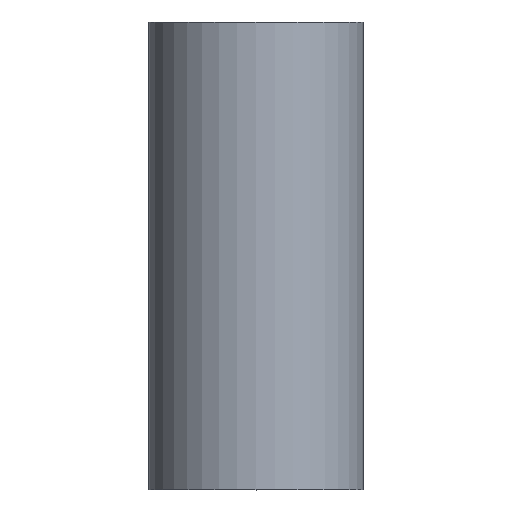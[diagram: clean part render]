
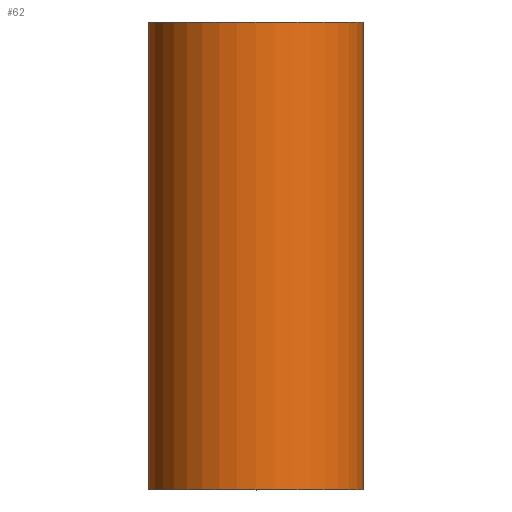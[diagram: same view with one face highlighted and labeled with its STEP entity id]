
A CAD part, top view. The second image highlights one B-rep face of the part: STEP entity #62.
In plain terms, the highlighted cylindrical face has radius 3.1 mm (diameter 6.2 mm), a full revolution.
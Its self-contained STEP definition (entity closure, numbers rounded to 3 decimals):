
#22=CYLINDRICAL_SURFACE('',#81,3.1);
#24=ORIENTED_EDGE('',*,*,#32,.F.);
#25=ORIENTED_EDGE('',*,*,#31,.T.);
#31=EDGE_CURVE('',#35,#35,#39,.T.);
#32=EDGE_CURVE('',#36,#36,#40,.T.);
#35=VERTEX_POINT('',#111);
#36=VERTEX_POINT('',#114);
#39=CIRCLE('',#80,3.1);
#40=CIRCLE('',#82,3.1);
#44=EDGE_LOOP('',(#24));
#45=EDGE_LOOP('',(#25));
#52=FACE_BOUND('',#44,.T.);
#53=FACE_BOUND('',#45,.T.);
#62=ADVANCED_FACE('',(#52,#53),#22,.T.);
#80=AXIS2_PLACEMENT_3D('',#110,#92,#93);
#81=AXIS2_PLACEMENT_3D('',#112,#94,#95);
#82=AXIS2_PLACEMENT_3D('',#113,#96,#97);
#92=DIRECTION('',(0.,-1.,0.));
#93=DIRECTION('',(0.,0.,-1.));
#94=DIRECTION('',(0.,-1.,0.));
#95=DIRECTION('',(0.,0.,-1.));
#96=DIRECTION('',(0.,-1.,0.));
#97=DIRECTION('',(0.,0.,-1.));
#110=CARTESIAN_POINT('',(0.,13.5,0.));
#111=CARTESIAN_POINT('',(0.,13.5,-3.1));
#112=CARTESIAN_POINT('',(0.,0.,0.));
#113=CARTESIAN_POINT('',(0.,0.,0.));
#114=CARTESIAN_POINT('',(0.,0.,-3.1));
